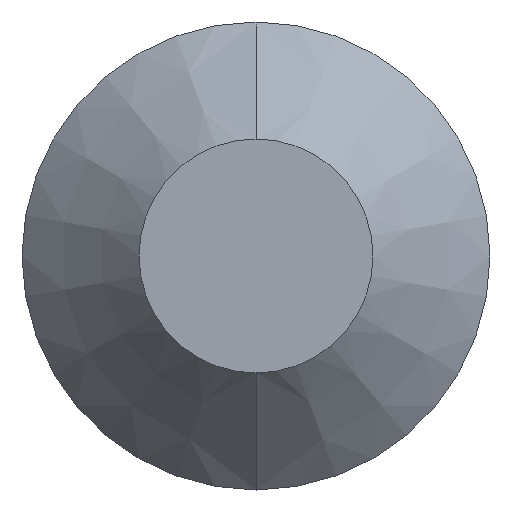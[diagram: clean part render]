
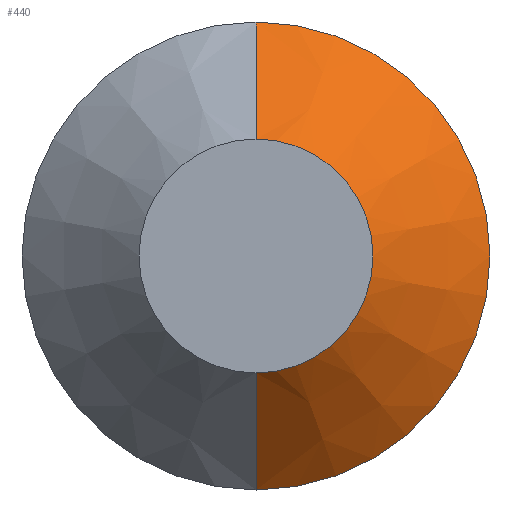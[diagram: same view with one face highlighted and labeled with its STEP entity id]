
A CAD part, front view. The second image highlights one B-rep face of the part: STEP entity #440.
In plain terms, the highlighted conical face has half-angle 45 degrees and reference radius 3 mm.
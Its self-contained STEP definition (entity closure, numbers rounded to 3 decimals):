
#46 = VECTOR ( 'NONE', #558, 1000. ) ;
#91 = VERTEX_POINT ( 'NONE', #163 ) ;
#96 = VERTEX_POINT ( 'NONE', #195 ) ;
#110 = VERTEX_POINT ( 'NONE', #210 ) ;
#132 = EDGE_LOOP ( 'NONE', ( #778, #770, #779, #841 ) ) ;
#139 = VERTEX_POINT ( 'NONE', #226 ) ;
#163 = CARTESIAN_POINT ( 'NONE',  ( 0., -1.8, 1.5 ) ) ;
#195 = CARTESIAN_POINT ( 'NONE',  ( 0., -0.3, -3. ) ) ;
#210 = CARTESIAN_POINT ( 'NONE',  ( 0., -1.8, -1.5 ) ) ;
#226 = CARTESIAN_POINT ( 'NONE',  ( 0., -0.3, 3. ) ) ;
#408 = EDGE_CURVE ( 'NONE', #91, #139, #830, .T. ) ;
#422 = EDGE_CURVE ( 'NONE', #91, #110, #620, .T. ) ;
#424 = EDGE_CURVE ( 'NONE', #110, #96, #824, .T. ) ;
#436 = EDGE_CURVE ( 'NONE', #139, #96, #586, .T. ) ;
#440 = ADVANCED_FACE ( 'NONE', ( #844 ), #630, .T. ) ;
#470 = DIRECTION ( 'NONE',  ( 0., 0.707, -0.707 ) ) ;
#521 = CARTESIAN_POINT ( 'NONE',  ( 0., -0.3, 0. ) ) ;
#523 = DIRECTION ( 'NONE',  ( 0., 1., 0. ) ) ;
#528 = DIRECTION ( 'NONE',  ( 0., 0., 1. ) ) ;
#530 = CARTESIAN_POINT ( 'NONE',  ( 0., -0.3, -3. ) ) ;
#534 = DIRECTION ( 'NONE',  ( 0., 0., 1. ) ) ;
#535 = DIRECTION ( 'NONE',  ( 0., 1., 0. ) ) ;
#536 = CARTESIAN_POINT ( 'NONE',  ( 0., -1.8, 0. ) ) ;
#558 = DIRECTION ( 'NONE',  ( 0., 0.707, 0.707 ) ) ;
#572 = DIRECTION ( 'NONE',  ( 0., 1., 0. ) ) ;
#573 = CARTESIAN_POINT ( 'NONE',  ( 0., -0.3, 0. ) ) ;
#574 = DIRECTION ( 'NONE',  ( 0., 0., 1. ) ) ;
#580 = CARTESIAN_POINT ( 'NONE',  ( 0., -0.3, 3. ) ) ;
#586 = CIRCLE ( 'NONE', #608, 3. ) ;
#596 = VECTOR ( 'NONE', #470, 1000. ) ;
#600 = AXIS2_PLACEMENT_3D ( 'NONE', #536, #535, #534 ) ;
#608 = AXIS2_PLACEMENT_3D ( 'NONE', #521, #523, #528 ) ;
#620 = CIRCLE ( 'NONE', #600, 1.5 ) ;
#626 = AXIS2_PLACEMENT_3D ( 'NONE', #573, #572, #574 ) ;
#630 = CONICAL_SURFACE ( 'NONE', #626, 3., 0.785 ) ;
#770 = ORIENTED_EDGE ( 'NONE', *, *, #424, .T. ) ;
#778 = ORIENTED_EDGE ( 'NONE', *, *, #422, .T. ) ;
#779 = ORIENTED_EDGE ( 'NONE', *, *, #436, .F. ) ;
#824 = LINE ( 'NONE', #530, #596 ) ;
#830 = LINE ( 'NONE', #580, #46 ) ;
#841 = ORIENTED_EDGE ( 'NONE', *, *, #408, .F. ) ;
#844 = FACE_OUTER_BOUND ( 'NONE', #132, .T. ) ;
